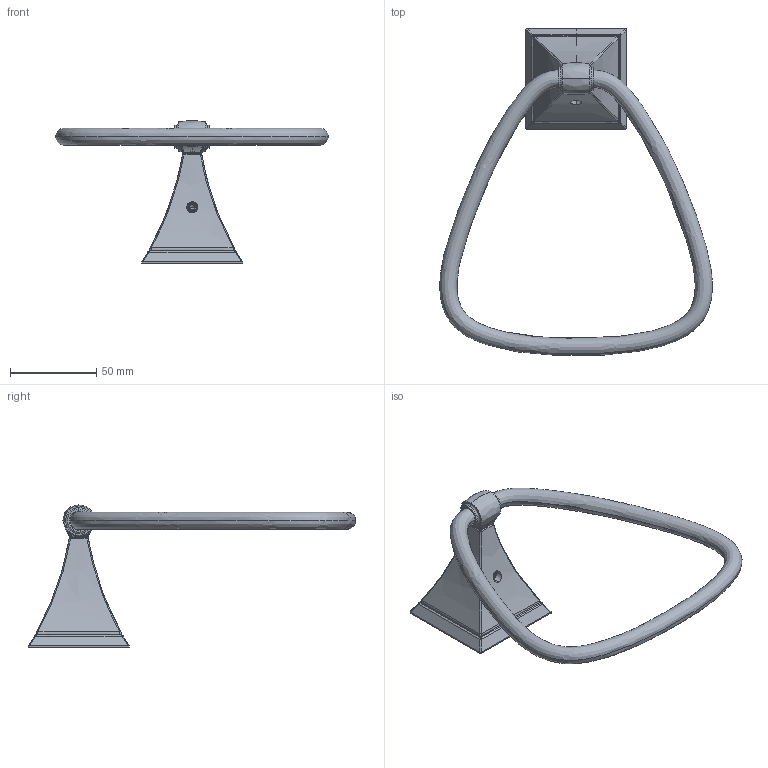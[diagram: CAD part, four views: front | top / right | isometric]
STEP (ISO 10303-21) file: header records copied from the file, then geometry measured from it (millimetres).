
FILE_DESCRIPTION((''),'2;1');
FILE_NAME('4905_ASM','2017-08-28T',('rsmith'),(''),'PRO/ENGINEER BY PARAMETRIC TECHNOLOGY CORPORATION, 2013150','PRO/ENGINEER BY PARAMETRIC TECHNOLOGY CORPORATION, 2013150','');
FILE_SCHEMA(('CONFIG_CONTROL_DESIGN'));
Length unit declared in the file: inch
Products named in the file (9): 40506; 6XXB; 92527; 40525; 40510; XX05C; 92001; 92031; 4905_ASM
Assembly tree (8 placements, depth 2):
  4905_ASM
    40506
    6XXB
    92527
    40525
    40510
    XX05C
    92001
    92031
Bounding box: 158.22 x 189.8 x 82.71 mm (x, y, z)
Volume: 46728.7 mm3; surface area: 66492.3 mm2
Topology: 8 solids, 10 shells, 721 faces, 1786 edges, 1106 vertices
Faces by surface type: plane 215, bspline 209, cylinder 197, cone 68, sphere 16, torus 12, extrusion 4
Entity records: 45754 total; most frequent: CARTESIAN_POINT 30330, ORIENTED_EDGE 3548, DIRECTION 2508, EDGE_CURVE 1782, VERTEX_POINT 1106, AXIS2_PLACEMENT_3D 871, EDGE_LOOP 768, VECTOR 766
